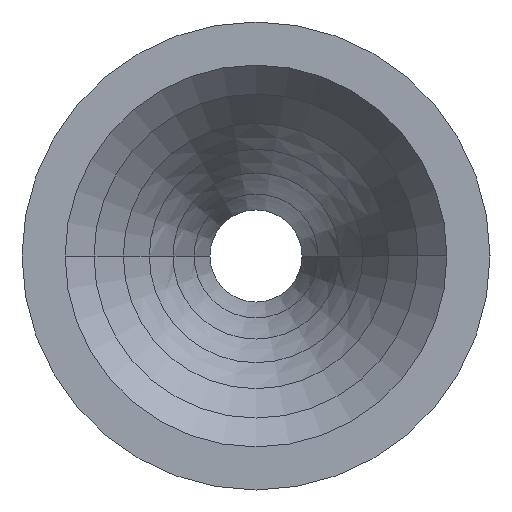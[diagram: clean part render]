
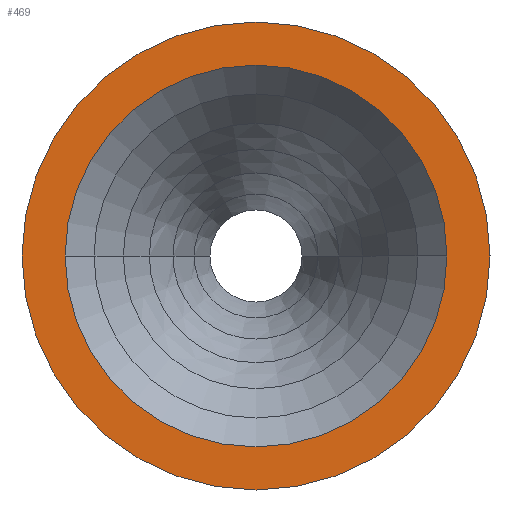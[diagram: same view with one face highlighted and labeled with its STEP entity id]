
A CAD part, left-side view. The second image highlights one B-rep face of the part: STEP entity #469.
In plain terms, the highlighted planar face has unit normal (-1, 0, 0).
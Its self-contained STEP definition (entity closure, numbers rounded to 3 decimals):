
#259 = EDGE_CURVE( '', #447, #613, #717, .T. );
#347 = EDGE_CURVE( '', #541, #479, #820, .T. );
#441 = EDGE_CURVE( '', #479, #541, #927, .T. );
#447 = VERTEX_POINT( '', #934 );
#469 = ADVANCED_FACE( '', ( #958, #959 ), #960, .T. );
#479 = VERTEX_POINT( '', #972 );
#517 = EDGE_CURVE( '', #613, #447, #1013, .T. );
#541 = VERTEX_POINT( '', #1039 );
#613 = VERTEX_POINT( '', #1118 );
#717 = CIRCLE( '', #1223, 31.5 );
#820 = CIRCLE( '', #1357, 25.7 );
#927 = CIRCLE( '', #1506, 25.7 );
#934 = CARTESIAN_POINT( '', ( 0., -31.5, 0. ) );
#958 = FACE_BOUND( '', #1544, .T. );
#959 = FACE_OUTER_BOUND( '', #1545, .T. );
#960 = PLANE( '', #1546 );
#972 = CARTESIAN_POINT( '', ( 0., -25.7, 0. ) );
#1013 = CIRCLE( '', #1612, 31.5 );
#1039 = CARTESIAN_POINT( '', ( 0., 25.7, 0. ) );
#1118 = CARTESIAN_POINT( '', ( 0., 31.5, 0. ) );
#1223 = AXIS2_PLACEMENT_3D( '', #1892, #1893, #1894 );
#1357 = AXIS2_PLACEMENT_3D( '', #2052, #2053, #2054 );
#1506 = AXIS2_PLACEMENT_3D( '', #2197, #2198, #2199 );
#1544 = EDGE_LOOP( '', ( #2231, #2232 ) );
#1545 = EDGE_LOOP( '', ( #2233, #2234 ) );
#1546 = AXIS2_PLACEMENT_3D( '', #2235, #2236, #2237 );
#1612 = AXIS2_PLACEMENT_3D( '', #2299, #2300, #2301 );
#1892 = CARTESIAN_POINT( '', ( 0., 0., 0. ) );
#1893 = DIRECTION( '', ( -1., 0., 0. ) );
#1894 = DIRECTION( '', ( 0., 1., 0. ) );
#2052 = CARTESIAN_POINT( '', ( 0., 0., 0. ) );
#2053 = DIRECTION( '', ( -1., 0., 0. ) );
#2054 = DIRECTION( '', ( 0., 1., 0. ) );
#2197 = CARTESIAN_POINT( '', ( 0., 0., 0. ) );
#2198 = DIRECTION( '', ( -1., 0., 0. ) );
#2199 = DIRECTION( '', ( 0., 1., 0. ) );
#2231 = ORIENTED_EDGE( '', *, *, #347, .F. );
#2232 = ORIENTED_EDGE( '', *, *, #441, .F. );
#2233 = ORIENTED_EDGE( '', *, *, #517, .T. );
#2234 = ORIENTED_EDGE( '', *, *, #259, .T. );
#2235 = CARTESIAN_POINT( '', ( 0., 28.6, 0. ) );
#2236 = DIRECTION( '', ( -1., 0., 0. ) );
#2237 = DIRECTION( '', ( 0., 1., 0. ) );
#2299 = CARTESIAN_POINT( '', ( 0., 0., 0. ) );
#2300 = DIRECTION( '', ( -1., 0., 0. ) );
#2301 = DIRECTION( '', ( 0., 1., 0. ) );
